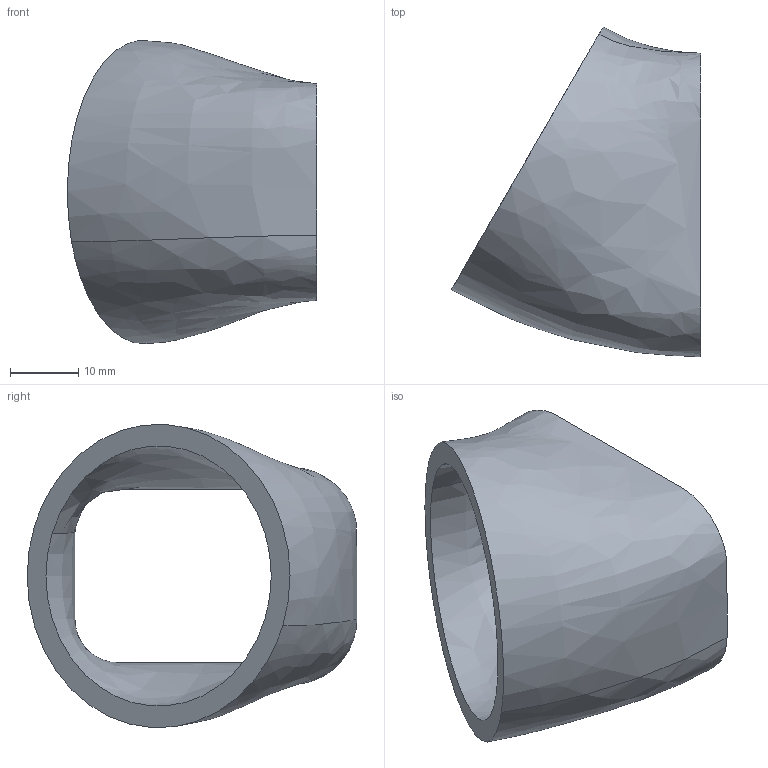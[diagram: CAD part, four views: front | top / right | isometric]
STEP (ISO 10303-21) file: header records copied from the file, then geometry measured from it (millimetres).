
FILE_DESCRIPTION (( 'STEP AP214' ), '1' );
FILE_NAME ('Thin Feature Loft1.STEP', '2022-05-29T23:25:10', ( '' ), ( '' ), 'SwSTEP 2.0', 'SolidWorks 2021', '' );
FILE_SCHEMA (( 'AUTOMOTIVE_DESIGN' ));
Length unit declared in the file: inch
Products named in the file (1): Thin Feature Loft1
Bounding box: 36.51 x 48.28 x 44.41 mm (x, y, z)
Volume: 10786.3 mm3; surface area: 7616.4 mm2
Topology: 1 solids, 1 shells, 6 faces, 24 edges, 20 vertices
Faces by surface type: bspline 4, plane 2
Entity records: 9998 total; most frequent: CARTESIAN_POINT 9757, ORIENTED_EDGE 48, DIRECTION 34, EDGE_CURVE 24, VERTEX_POINT 20, AXIS2_PLACEMENT_3D 15, CIRCLE 12, EDGE_LOOP 8
